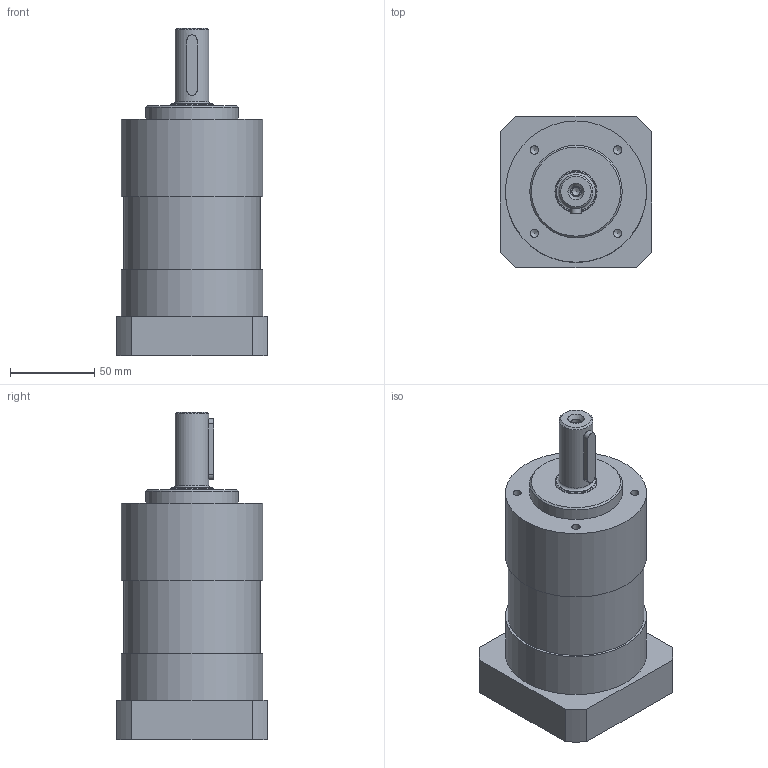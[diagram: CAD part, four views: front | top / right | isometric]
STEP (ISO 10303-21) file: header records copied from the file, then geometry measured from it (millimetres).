
FILE_DESCRIPTION((''),'2;1');
FILE_NAME('EPL084_2_14x30_421_Z50Tk70_M4Vk90_stp.stp','2012-12-27T17:30:29',('Mario'),(''),'Autodesk Inventor 2012','Autodesk Inventor 2012','');
FILE_SCHEMA(('AUTOMOTIVE_DESIGN { 1 0 10303 214 1 1 1 1 }'));
Length unit declared in the file: millimetre
Products named in the file (1): EPL084_2_14x30_421_Z50Tk70_M4Vk90
Bounding box: 90 x 90 x 194.8 mm (x, y, z)
Volume: 839686.1 mm3; surface area: 63379 mm2
Topology: 1 solids, 1 shells, 57 faces, 114 edges, 72 vertices
Faces by surface type: cylinder 24, plane 21, cone 11, torus 1
Full cylindrical faces by diameter (mm): 3.242 x4, 4.917 x5, 6.4 x1, 14 x1, 20 x1, 25 x1, 50 x1, 55 x1, 81 x1, 84 x2
Entity records: 1336 total; most frequent: DIRECTION 244, CARTESIAN_POINT 236, ORIENTED_EDGE 156, AXIS2_PLACEMENT_3D 110, EDGE_LOOP 100, EDGE_CURVE 78, VERTEX_POINT 66, FACE_OUTER_BOUND 57
